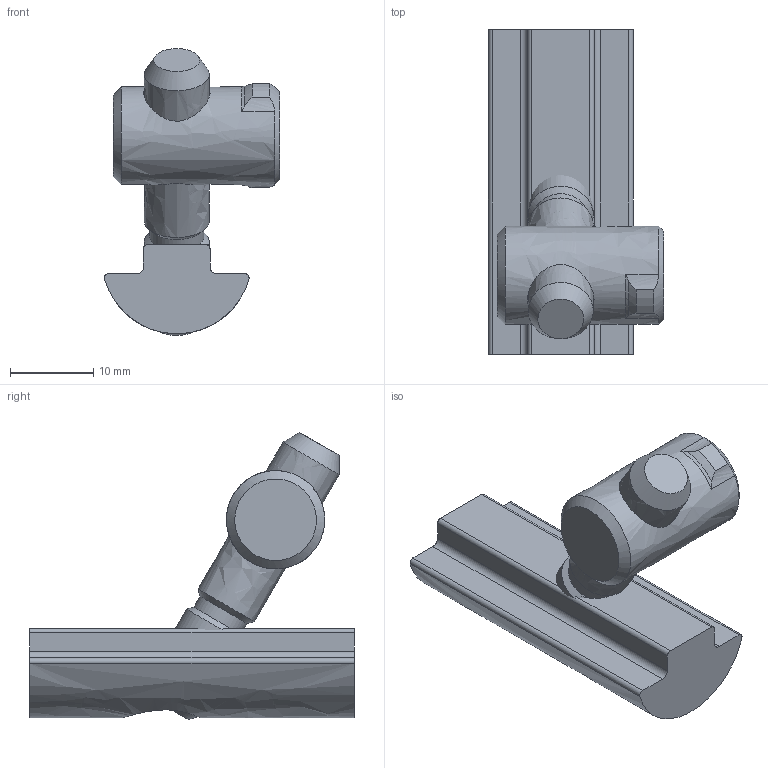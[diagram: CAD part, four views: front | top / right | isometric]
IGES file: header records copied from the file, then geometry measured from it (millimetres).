
Global section: file name: SV1111V_A; native system: Autodesk Inventor 2015; preprocessor: unknown; author: D. Wölk,; organization: 11; date: 20151130.165006; units: millimetre
Bounding box: 21.03 x 39 x 34.43 mm (x, y, z)
Volume: 7713.7 mm3; surface area: 4833.9 mm2
Topology: 4 solids, 4 shells, 56 faces, 148 edges, 101 vertices
Faces by surface type: bspline 56
